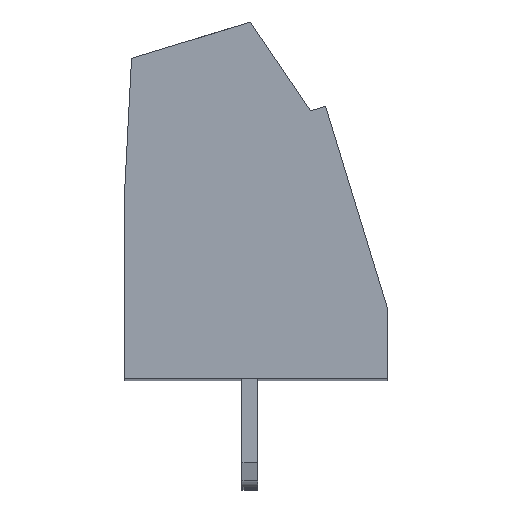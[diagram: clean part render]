
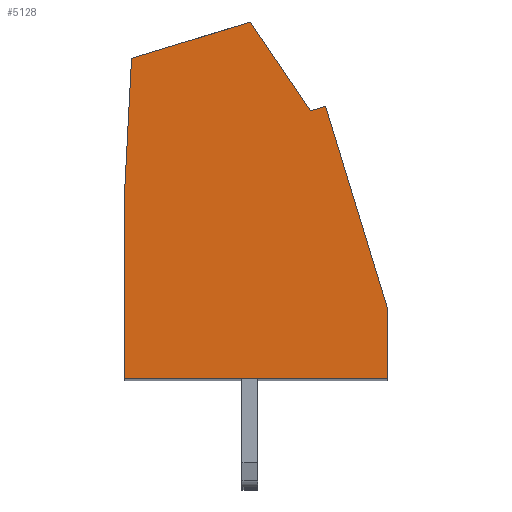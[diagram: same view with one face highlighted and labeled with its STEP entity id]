
A CAD part, top view. The second image highlights one B-rep face of the part: STEP entity #5128.
In plain terms, the highlighted planar face has unit normal (0, 0, 1).
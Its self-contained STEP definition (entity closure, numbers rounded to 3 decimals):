
#623=DIRECTION('',(-0.292,0.956,0.));
#624=VECTOR('',#623,6.75);
#625=CARTESIAN_POINT('',(4.2,-5.45,1.75));
#626=LINE('',#625,#624);
#627=DIRECTION('',(0.,1.,0.));
#628=VECTOR('',#627,2.25);
#629=CARTESIAN_POINT('',(4.2,-7.7,1.75));
#630=LINE('',#629,#628);
#631=DIRECTION('',(1.,0.,0.));
#632=VECTOR('',#631,8.4);
#633=CARTESIAN_POINT('',(-4.2,-7.7,1.75));
#634=LINE('',#633,#632);
#635=DIRECTION('',(0.,-1.,0.));
#636=VECTOR('',#635,6.071);
#637=CARTESIAN_POINT('',(-4.2,-1.629,1.75));
#638=LINE('',#637,#636);
#639=DIRECTION('',(-0.052,-0.999,0.));
#640=VECTOR('',#639,4.172);
#641=CARTESIAN_POINT('',(-3.982,2.537,1.75));
#642=LINE('',#641,#640);
#643=DIRECTION('',(-0.956,-0.292,0.));
#644=VECTOR('',#643,3.978);
#645=CARTESIAN_POINT('',(-0.177,3.7,1.75));
#646=LINE('',#645,#644);
#647=DIRECTION('',(-0.559,0.829,0.));
#648=VECTOR('',#647,3.43);
#649=CARTESIAN_POINT('',(1.741,0.857,1.75));
#650=LINE('',#649,#648);
#651=DIRECTION('',(-0.956,-0.292,0.));
#652=VECTOR('',#651,0.508);
#653=CARTESIAN_POINT('',(2.226,1.005,1.75));
#654=LINE('',#653,#652);
#3583=CARTESIAN_POINT('',(4.2,-5.45,1.75));
#3584=CARTESIAN_POINT('',(2.226,1.005,1.75));
#3585=VERTEX_POINT('',#3583);
#3586=VERTEX_POINT('',#3584);
#3587=CARTESIAN_POINT('',(1.741,0.857,1.75));
#3588=VERTEX_POINT('',#3587);
#3589=CARTESIAN_POINT('',(-0.177,3.7,1.75));
#3590=VERTEX_POINT('',#3589);
#3591=CARTESIAN_POINT('',(-3.982,2.537,1.75));
#3592=VERTEX_POINT('',#3591);
#3593=CARTESIAN_POINT('',(-4.2,-1.629,1.75));
#3594=VERTEX_POINT('',#3593);
#3595=CARTESIAN_POINT('',(-4.2,-7.7,1.75));
#3596=VERTEX_POINT('',#3595);
#3597=CARTESIAN_POINT('',(4.2,-7.7,1.75));
#3598=VERTEX_POINT('',#3597);
#5113=CARTESIAN_POINT('',(0.,0.,1.75));
#5114=DIRECTION('',(0.,0.,1.));
#5115=DIRECTION('',(1.,0.,0.));
#5116=AXIS2_PLACEMENT_3D('',#5113,#5114,#5115);
#5117=PLANE('',#5116);
#5118=ORIENTED_EDGE('',*,*,#4671,.F.);
#5119=ORIENTED_EDGE('',*,*,#4816,.F.);
#5120=ORIENTED_EDGE('',*,*,#4830,.F.);
#5121=ORIENTED_EDGE('',*,*,#4974,.F.);
#5122=ORIENTED_EDGE('',*,*,#4988,.F.);
#5123=ORIENTED_EDGE('',*,*,#5002,.F.);
#5124=ORIENTED_EDGE('',*,*,#5094,.F.);
#5125=ORIENTED_EDGE('',*,*,#5107,.F.);
#5126=EDGE_LOOP('',(#5118,#5119,#5120,#5121,#5122,#5123,#5124,#5125));
#5127=FACE_OUTER_BOUND('',#5126,.F.);
#4671=EDGE_CURVE('',#3585,#3586,#626,.T.);
#4816=EDGE_CURVE('',#3598,#3585,#630,.T.);
#4830=EDGE_CURVE('',#3596,#3598,#634,.T.);
#4974=EDGE_CURVE('',#3594,#3596,#638,.T.);
#4988=EDGE_CURVE('',#3592,#3594,#642,.T.);
#5002=EDGE_CURVE('',#3590,#3592,#646,.T.);
#5094=EDGE_CURVE('',#3588,#3590,#650,.T.);
#5107=EDGE_CURVE('',#3586,#3588,#654,.T.);
#5128=ADVANCED_FACE('',(#5127),#5117,.T.);
